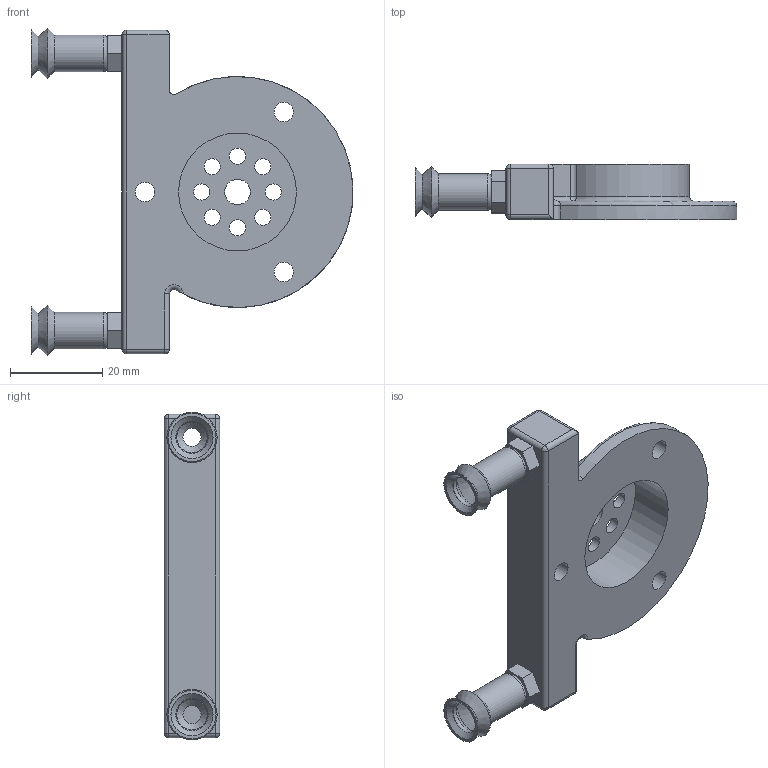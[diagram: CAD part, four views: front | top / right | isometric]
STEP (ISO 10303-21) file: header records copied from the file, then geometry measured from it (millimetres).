
FILE_DESCRIPTION(/* description */ ('STEP AP242','CAx-IF Rec.Pracs.---Representation and Presentation of Product Manufacturing Information (PMI)---4.0---2014-10-13','CAx-IF Rec.Pracs.---3D Tessellated Geometry---0.4---2014-09-14','2;1'),/* implementation_level */ '2;1');
FILE_NAME(/* name */ '6840dec30f99a729985004ab',/* time_stamp */ '2025-06-05T00:03:16Z',/* author */ (''),/* organization */ (''),/* preprocessor_version */ 'ST-DEVELOPER v20',/* originating_system */ 'ONSHAPE BY PTC INC, 1.198',/* authorisation */ ' ');
FILE_SCHEMA (('AP242_MANAGED_MODEL_BASED_3D_ENGINEERING_MIM_LF { 1 0 10303 442 1 1 4 }'));
Length unit declared in the file: metre
Products named in the file (4): pp_fixture_base_as; NVCF2; NVC-B10-5; ppfixture_base
Assembly tree (5 placements, depth 2):
  pp_fixture_base_as
    NVCF2  x2
    NVC-B10-5  x2
    ppfixture_base
Bounding box: 69.67 x 12 x 70.9 mm (x, y, z)
Volume: 16008.6 mm3; surface area: 11100 mm2
Topology: 5 solids, 5 shells, 116 faces, 273 edges, 162 vertices
Faces by surface type: cylinder 44, plane 34, cone 16, sphere 9, torus 8, bspline 5
Full cylindrical faces by diameter (mm): 3.5 x8, 3.912 x4, 4.2 x3, 4.264 x2, 5.5 x1, 7.874 x2, 25.5 x1
Entity records: 2738 total; most frequent: CARTESIAN_POINT 619, DIRECTION 449, ORIENTED_EDGE 346, AXIS2_PLACEMENT_3D 192, EDGE_CURVE 173, EDGE_LOOP 158, FACE_BOUND 158, VERTEX_POINT 121
